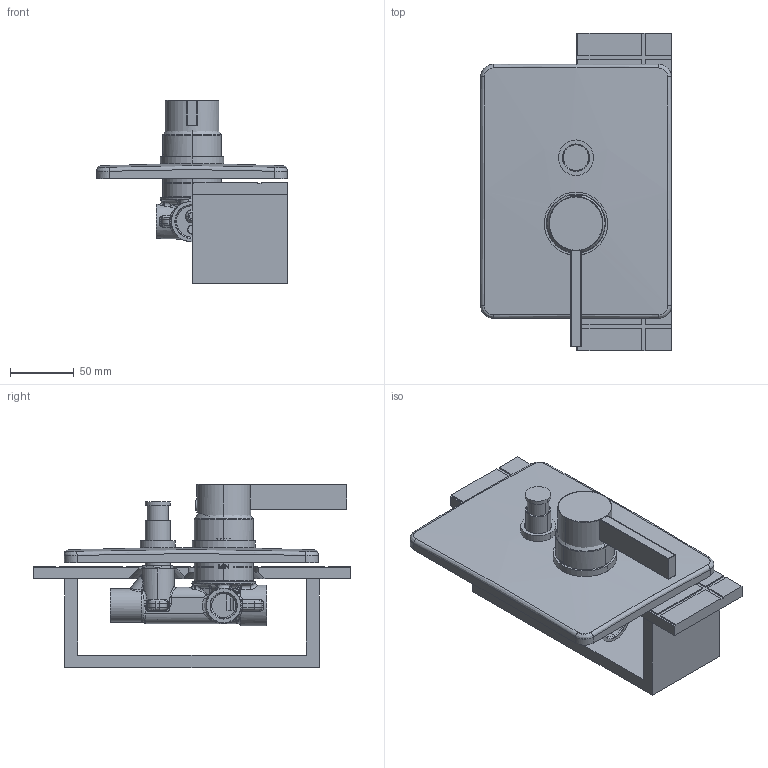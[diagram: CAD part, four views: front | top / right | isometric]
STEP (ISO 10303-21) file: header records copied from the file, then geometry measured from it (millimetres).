
FILE_DESCRIPTION (( 'STEP AP203' ), '1' );
FILE_NAME ('800018vic0_asm.STEP', '2018-09-13T22:00:48', ( '' ), ( '' ), 'SwSTEP 2.0', 'SolidWorks 2015', '' );
FILE_SCHEMA (( 'CONFIG_CONTROL_DESIGN' ));
Length unit declared in the file: millimetre
Products named in the file (49): 07010106W_ASM_7; 10000101_AF0_1; 04000097_2; 16001227_ASM_1; 01000003_1; 10000137_1; 04006604_AF0_1; 03000018_AF0_3; 03000016_AF0_4; 300021VIC0_ASM_1; 12055301_1; 06003501_6; 04023204_1; 16000973_ASM_1; 800018vic0_asm; 06023807_1; MURO_INCASSI_C-DEV_2FORI_ASM_1; 06000107_5; 12055401_AF0_1; 16000657_ASM_7; 16000817_ASM_1; 16000008_OBSOLETO_ASM_5; MURO_INCASSI_DEV_PIAST_AF0_1; 16000658_ASM_7; 800107VIC0_ASM; 07010106W_B_7; 16000112_ASM_6; 16000193_ASM_3; 05002003_7; 04003504_AF0_1; 10000076_3; 04009704_AF0_1; 12000687_3; 12055501_1; 16001032_ASM_1; 06020307_8; 07010106W_C_7; 06006201_5; 06022007_9; 12062901_1 ...
Assembly tree (48 placements, depth 5):
  800018vic0_asm
    300021VIC0_ASM_1
      16000973_ASM_1
        01000003_1
        04000060_1
        06023807_1
      16002192_ASM_2
        12000687_3
      16000007_ASM_7
        07010106W_ASM_7
          07010106W_A_7
          07010106W_B_7
          07010106W_C_7
          07010106W_D_7
      16000112_ASM_6
        06003501_6
      16000008_OBSOLETO_ASM_5
        06006201_5
      16000817_ASM_1
        12055701_AF0_1
        12055401_AF0_1
        12052901_1
        04009704_AF0_1
        04000097_2
        10000101_AF0_1
        04003504_AF0_1
        04006604_AF0_1
      MURO_INCASSI_C-DEV_2FORI_ASM_1
        MURO_INCASSI_C-DEV_AF0_1
        MURO_INCASSI_DEV_PIAST_AF0_1
      10000076_3
    800107VIC0_ASM
      16001032_ASM_1
        10000137_1
        12062901_1
        12055301_1
        04023204_1
        04005404_1
      16000193_ASM_3
        03000018_AF0_3
        03000016_AF0_4
        06020307_8
        06000107_5
        16000657_ASM_7
          06022007_9
        16000658_ASM_7
          05002003_7
      16001227_ASM_1
        12055501_1
Bounding box: 150 x 250 x 144.45 mm (x, y, z)
Volume: 458518.2 mm3; surface area: 301622.1 mm2
Topology: 19 solids, 55 shells, 1477 faces, 3727 edges, 2308 vertices
Faces by surface type: cylinder 477, plane 467, bspline 330, cone 187, torus 16
Entity records: 72176 total; most frequent: CARTESIAN_POINT 34336, ORIENTED_EDGE 7212, DIRECTION 6259, EDGE_CURVE 3652, AXIS2_PLACEMENT_3D 2422, VERTEX_POINT 2307, EDGE_LOOP 1621, FACE_OUTER_BOUND 1477
